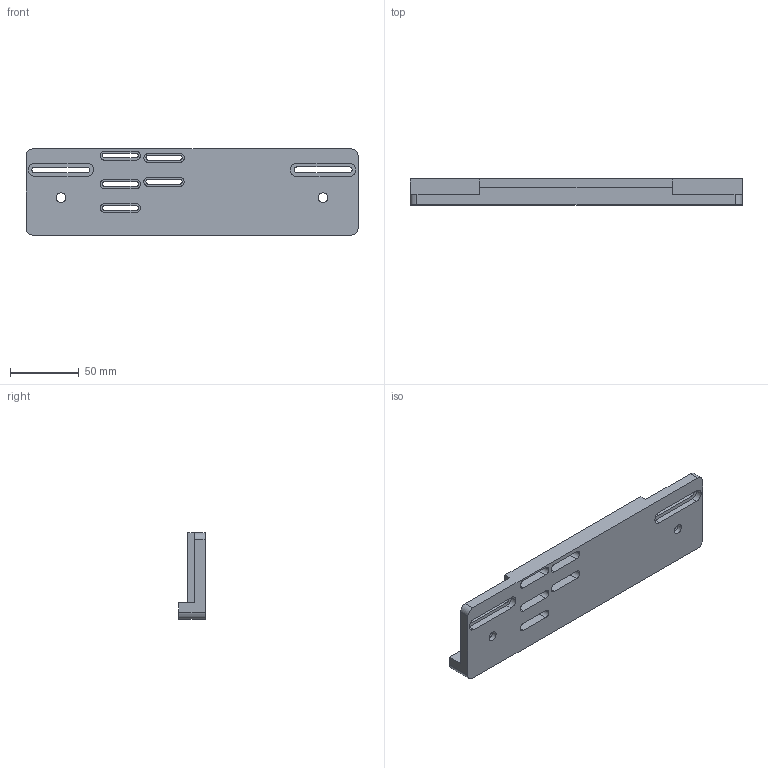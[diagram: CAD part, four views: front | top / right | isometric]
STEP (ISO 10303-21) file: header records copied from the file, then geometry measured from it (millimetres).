
FILE_DESCRIPTION(/* description */ (''),/* implementation_level */ '2;1');
FILE_NAME(/* name */ 'galvoMount v10.step',/* time_stamp */ '2021-10-28T11:05:59-04:00',/* author */ (''),/* organization */ (''),/* preprocessor_version */ 'ST-DEVELOPER v18.1',/* originating_system */ 'Autodesk Translation Framework v10.9.0.1377',/* authorisation */ '');
FILE_SCHEMA (('AUTOMOTIVE_DESIGN { 1 0 10303 214 3 1 1 }'));
Length unit declared in the file: inch
Products named in the file (1): galvoMount
Bounding box: 241.3 x 19.05 x 62.64 mm (x, y, z)
Volume: 161881.7 mm3; surface area: 45360.8 mm2
Topology: 2 solids, 2 shells, 145 faces, 394 edges, 262 vertices
Faces by surface type: plane 80, cylinder 65
Full cylindrical faces by diameter (mm): 7.137 x2, 11.125 x2
Entity records: 4672 total; most frequent: DIRECTION 816, CARTESIAN_POINT 802, ORIENTED_EDGE 788, EDGE_CURVE 394, AXIS2_PLACEMENT_3D 276, LINE 264, VECTOR 264, VERTEX_POINT 262
